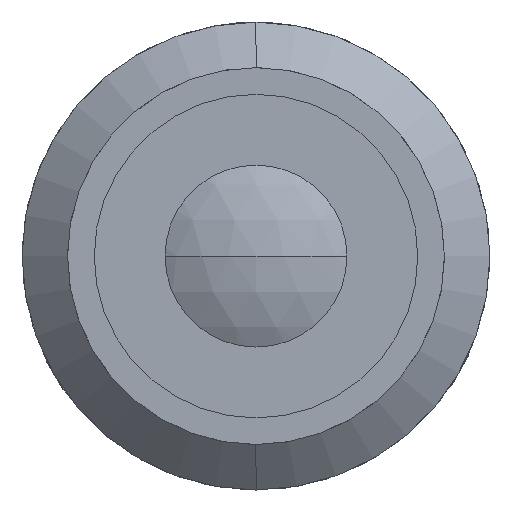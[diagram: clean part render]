
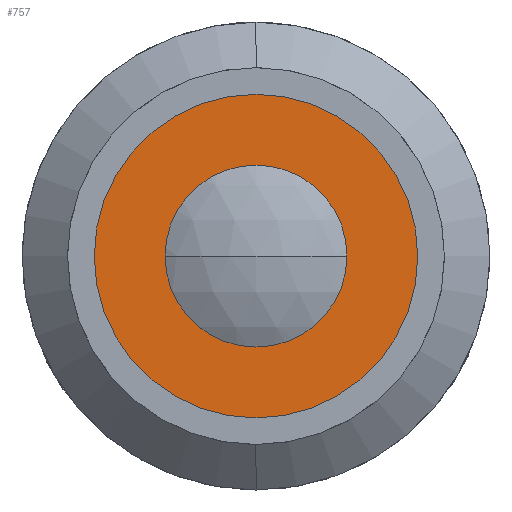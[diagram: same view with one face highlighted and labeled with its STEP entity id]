
A CAD part, left-side view. The second image highlights one B-rep face of the part: STEP entity #757.
In plain terms, the highlighted planar face has unit normal (-1, 0, 0).
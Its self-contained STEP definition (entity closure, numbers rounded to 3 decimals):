
#61 = DIRECTION ( 'NONE',  ( 0., 0., 1. ) ) ;
#307 = CIRCLE ( 'NONE', #651, 7. ) ;
#365 = VERTEX_POINT ( 'NONE', #4147 ) ;
#383 = DIRECTION ( 'NONE',  ( 0., 0., 1. ) ) ;
#385 = EDGE_LOOP ( 'NONE', ( #4197, #1338 ) ) ;
#466 = ORIENTED_EDGE ( 'NONE', *, *, #2083, .F. ) ;
#491 = CARTESIAN_POINT ( 'NONE',  ( 3.8, 0., 0. ) ) ;
#559 = PLANE ( 'NONE',  #3372 ) ;
#651 = AXIS2_PLACEMENT_3D ( 'NONE', #2986, #1431, #61 ) ;
#670 = CARTESIAN_POINT ( 'NONE',  ( 3.8, 0., 13.5 ) ) ;
#757 = ADVANCED_FACE ( 'NONE', ( #2582, #3881 ), #559, .F. ) ;
#850 = VERTEX_POINT ( 'NONE', #670 ) ;
#855 = DIRECTION ( 'NONE',  ( 0., 0., 1. ) ) ;
#888 = EDGE_CURVE ( 'NONE', #850, #1624, #1933, .T. ) ;
#915 = CIRCLE ( 'NONE', #2896, 13.5 ) ;
#976 = ORIENTED_EDGE ( 'NONE', *, *, #4094, .F. ) ;
#1056 = DIRECTION ( 'NONE',  ( 0., 0., 1. ) ) ;
#1187 = EDGE_CURVE ( 'NONE', #1624, #850, #915, .T. ) ;
#1194 = CARTESIAN_POINT ( 'NONE',  ( 3.8, 13.5, 0. ) ) ;
#1299 = CARTESIAN_POINT ( 'NONE',  ( 3.8, 0., 0. ) ) ;
#1338 = ORIENTED_EDGE ( 'NONE', *, *, #1187, .T. ) ;
#1431 = DIRECTION ( 'NONE',  ( -1., 0., 0. ) ) ;
#1624 = VERTEX_POINT ( 'NONE', #1645 ) ;
#1645 = CARTESIAN_POINT ( 'NONE',  ( 3.8, 0., -13.5 ) ) ;
#1813 = CARTESIAN_POINT ( 'NONE',  ( 3.8, 0., 7. ) ) ;
#1933 = CIRCLE ( 'NONE', #2824, 13.5 ) ;
#1988 = VERTEX_POINT ( 'NONE', #1813 ) ;
#2011 = CARTESIAN_POINT ( 'NONE',  ( 3.8, 0., 0. ) ) ;
#2083 = EDGE_CURVE ( 'NONE', #365, #1988, #307, .T. ) ;
#2186 = DIRECTION ( 'NONE',  ( 1., 0., 0. ) ) ;
#2265 = EDGE_LOOP ( 'NONE', ( #976, #466 ) ) ;
#2582 = FACE_BOUND ( 'NONE', #2265, .T. ) ;
#2741 = DIRECTION ( 'NONE',  ( -1., 0., 0. ) ) ;
#2824 = AXIS2_PLACEMENT_3D ( 'NONE', #1299, #3624, #1056 ) ;
#2896 = AXIS2_PLACEMENT_3D ( 'NONE', #2011, #3914, #383 ) ;
#2920 = CIRCLE ( 'NONE', #3876, 7. ) ;
#2986 = CARTESIAN_POINT ( 'NONE',  ( 3.8, 0., 0. ) ) ;
#3372 = AXIS2_PLACEMENT_3D ( 'NONE', #1194, #2186, #4184 ) ;
#3624 = DIRECTION ( 'NONE',  ( -1., 0., 0. ) ) ;
#3876 = AXIS2_PLACEMENT_3D ( 'NONE', #491, #2741, #855 ) ;
#3881 = FACE_OUTER_BOUND ( 'NONE', #385, .T. ) ;
#3914 = DIRECTION ( 'NONE',  ( -1., 0., 0. ) ) ;
#4094 = EDGE_CURVE ( 'NONE', #1988, #365, #2920, .T. ) ;
#4147 = CARTESIAN_POINT ( 'NONE',  ( 3.8, 0., -7. ) ) ;
#4184 = DIRECTION ( 'NONE',  ( 0., 0., -1. ) ) ;
#4197 = ORIENTED_EDGE ( 'NONE', *, *, #888, .T. ) ;
